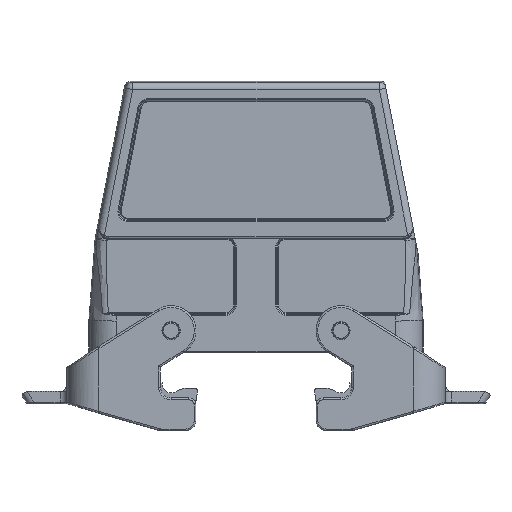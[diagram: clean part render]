
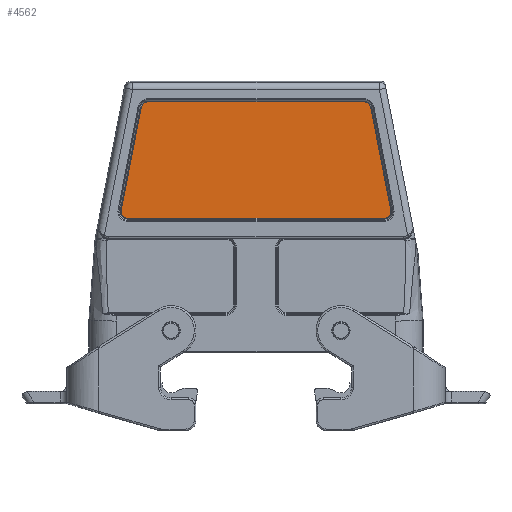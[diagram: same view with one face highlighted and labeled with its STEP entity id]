
A CAD part, front view. The second image highlights one B-rep face of the part: STEP entity #4562.
In plain terms, the highlighted planar face has unit normal (0, -1, 0).
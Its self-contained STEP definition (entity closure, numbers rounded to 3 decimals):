
#3915=CIRCLE('',#21324,1.835);
#3916=CIRCLE('',#21325,1.835);
#3917=CIRCLE('',#21326,1.835);
#3918=CIRCLE('',#21327,1.835);
#4562=ADVANCED_FACE('',(#5830),#5364,.F.);
#5364=PLANE('',#21328);
#5830=FACE_OUTER_BOUND('',#6718,.T.);
#6718=EDGE_LOOP('',(#8719,#8720,#8721,#8722,#8723,#8724,#8725,#8726));
#8719=ORIENTED_EDGE('',*,*,#14133,.T.);
#8720=ORIENTED_EDGE('',*,*,#14134,.T.);
#8721=ORIENTED_EDGE('',*,*,#14135,.T.);
#8722=ORIENTED_EDGE('',*,*,#14136,.T.);
#8723=ORIENTED_EDGE('',*,*,#14137,.T.);
#8724=ORIENTED_EDGE('',*,*,#14138,.T.);
#8725=ORIENTED_EDGE('',*,*,#14139,.T.);
#8726=ORIENTED_EDGE('',*,*,#14140,.T.);
#12509=VERTEX_POINT('',#31166);
#12510=VERTEX_POINT('',#31167);
#12511=VERTEX_POINT('',#31169);
#12512=VERTEX_POINT('',#31171);
#12513=VERTEX_POINT('',#31173);
#12514=VERTEX_POINT('',#31175);
#12515=VERTEX_POINT('',#31177);
#12516=VERTEX_POINT('',#31179);
#14133=EDGE_CURVE('',#12509,#12510,#17681,.T.);
#14134=EDGE_CURVE('',#12510,#12511,#3915,.T.);
#14135=EDGE_CURVE('',#12511,#12512,#17682,.T.);
#14136=EDGE_CURVE('',#12512,#12513,#3916,.T.);
#14137=EDGE_CURVE('',#12513,#12514,#17683,.T.);
#14138=EDGE_CURVE('',#12514,#12515,#3917,.T.);
#14139=EDGE_CURVE('',#12515,#12516,#17684,.T.);
#14140=EDGE_CURVE('',#12516,#12509,#3918,.T.);
#17681=LINE('',#31165,#18990);
#17682=LINE('',#31170,#18991);
#17683=LINE('',#31174,#18992);
#17684=LINE('',#31178,#18993);
#18990=VECTOR('',#23670,1.);
#18991=VECTOR('',#23673,1.);
#18992=VECTOR('',#23676,1.);
#18993=VECTOR('',#23679,1.);
#21324=AXIS2_PLACEMENT_3D('',#31168,#23671,#23672);
#21325=AXIS2_PLACEMENT_3D('',#31172,#23674,#23675);
#21326=AXIS2_PLACEMENT_3D('',#31176,#23677,#23678);
#21327=AXIS2_PLACEMENT_3D('',#31180,#23680,#23681);
#21328=AXIS2_PLACEMENT_3D('',#31181,#23682,#23683);
#23670=DIRECTION('',(-0.191,0.,0.982));
#23671=DIRECTION('',(0.,-1.,0.));
#23672=DIRECTION('',(0.,0.,1.));
#23673=DIRECTION('',(-1.,0.,0.));
#23674=DIRECTION('',(0.,-1.,0.));
#23675=DIRECTION('',(0.,0.,1.));
#23676=DIRECTION('',(-0.191,0.,-0.982));
#23677=DIRECTION('',(0.,-1.,0.));
#23678=DIRECTION('',(0.,0.,1.));
#23679=DIRECTION('',(1.,0.,0.));
#23680=DIRECTION('',(0.,-1.,0.));
#23681=DIRECTION('',(0.,0.,1.));
#23682=DIRECTION('',(0.,1.,0.));
#23683=DIRECTION('',(0.,0.,-1.));
#31165=CARTESIAN_POINT('',(32.095,-21.25,59.55));
#31166=CARTESIAN_POINT('',(37.703,-21.25,30.7));
#31167=CARTESIAN_POINT('',(32.095,-21.25,59.55));
#31168=CARTESIAN_POINT('',(30.294,-21.25,59.2));
#31169=CARTESIAN_POINT('',(30.294,-21.25,61.035));
#31170=CARTESIAN_POINT('',(-30.294,-21.25,61.035));
#31171=CARTESIAN_POINT('',(-30.294,-21.25,61.035));
#31172=CARTESIAN_POINT('',(-30.294,-21.25,59.2));
#31173=CARTESIAN_POINT('',(-32.095,-21.25,59.55));
#31174=CARTESIAN_POINT('',(-37.703,-21.25,30.7));
#31175=CARTESIAN_POINT('',(-37.703,-21.25,30.7));
#31176=CARTESIAN_POINT('',(-35.902,-21.25,30.35));
#31177=CARTESIAN_POINT('',(-35.902,-21.25,28.515));
#31178=CARTESIAN_POINT('',(35.902,-21.25,28.515));
#31179=CARTESIAN_POINT('',(35.902,-21.25,28.515));
#31180=CARTESIAN_POINT('',(35.902,-21.25,30.35));
#31181=CARTESIAN_POINT('',(30.294,-21.25,59.2));
